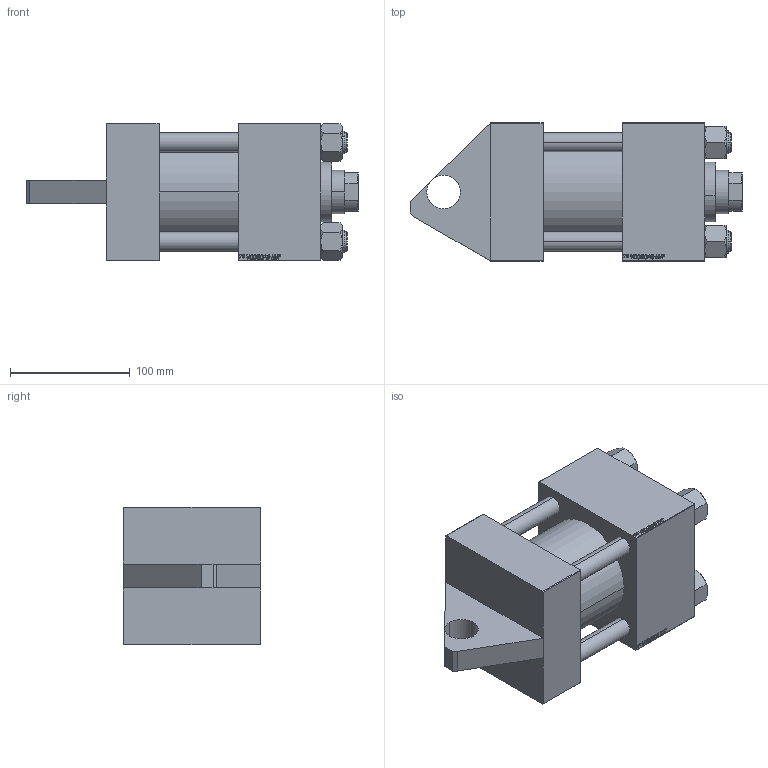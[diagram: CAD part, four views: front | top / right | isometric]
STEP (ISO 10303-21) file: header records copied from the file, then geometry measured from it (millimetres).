
FILE_DESCRIPTION (( 'STEP AP203' ), '1' );
FILE_NAME ('c4de.STEP', '2022-04-15T03:52:28', ( '' ), ( '' ), 'SwSTEP 2.0', 'SolidWorks 2019', '' );
FILE_SCHEMA (( 'CONFIG_CONTROL_DESIGN' ));
Length unit declared in the file: millimetre
Products named in the file (6): V215CR_TYCINKA_I 3b094ec8b3a958089f0a6071e93a0f12; NUT_M5_I 3b094ec8b3a958089f0a6071e93a0f12; V215_VC_A 3b094ec8b3a958089f0a6071e93a0f12; V215CR_I_Body 3b094ec8b3a958089f0a6071e93a0f12; c4de; V215CR_VCP_I 3b094ec8b3a958089f0a6071e93a0f12
Assembly tree (11 placements, depth 2):
  c4de
    V215CR_I_Body 3b094ec8b3a958089f0a6071e93a0f12
    V215CR_VCP_I 3b094ec8b3a958089f0a6071e93a0f12
    V215CR_TYCINKA_I 3b094ec8b3a958089f0a6071e93a0f12  x4
    NUT_M5_I 3b094ec8b3a958089f0a6071e93a0f12  x4
    V215_VC_A 3b094ec8b3a958089f0a6071e93a0f12
Bounding box: 277 x 115 x 115 mm (x, y, z)
Volume: 1884344.3 mm3; surface area: 283121.7 mm2
Topology: 11 solids, 11 shells, 1134 faces, 2883 edges, 1871 vertices
Faces by surface type: plane 549, bspline 360, cone 132, cylinder 85, torus 8
Entity records: 46677 total; most frequent: CARTESIAN_POINT 24445, ORIENTED_EDGE 5022, DIRECTION 3223, EDGE_CURVE 2511, VERTEX_POINT 1649, LINE 1545, VECTOR 1545, EDGE_LOOP 1096
